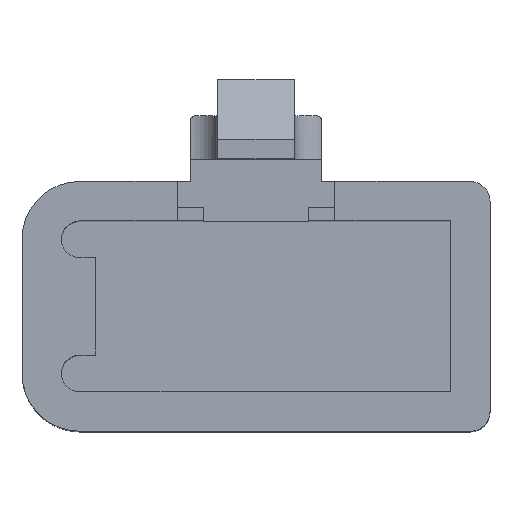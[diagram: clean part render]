
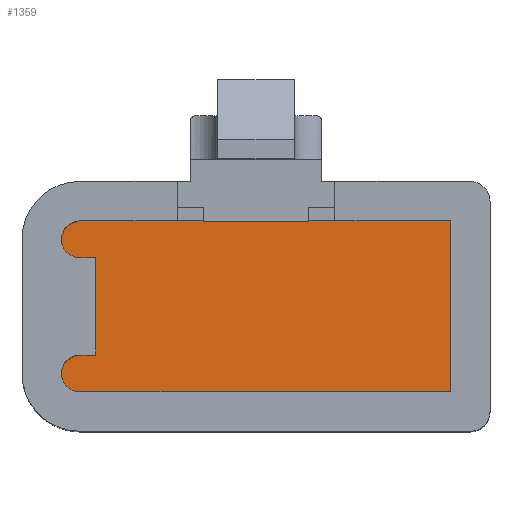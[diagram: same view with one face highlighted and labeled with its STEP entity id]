
A CAD part, top view. The second image highlights one B-rep face of the part: STEP entity #1359.
In plain terms, the highlighted planar face has unit normal (0, 0, 1).
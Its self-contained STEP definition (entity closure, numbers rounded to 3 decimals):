
#54=PLANE('',#1498);
#155=FACE_OUTER_BOUND('',#232,.T.);
#232=EDGE_LOOP('',(#1248,#1249,#1250,#1251,#1252,#1253,#1254,#1255));
#357=LINE('',#2374,#494);
#361=LINE('',#2383,#498);
#363=LINE('',#2387,#500);
#365=LINE('',#2391,#502);
#368=LINE('',#2399,#505);
#369=LINE('',#2401,#506);
#494=VECTOR('',#1855,10.);
#498=VECTOR('',#1865,10.);
#500=VECTOR('',#1869,10.);
#502=VECTOR('',#1873,10.);
#505=VECTOR('',#1882,10.);
#506=VECTOR('',#1885,10.);
#549=CIRCLE('',#1490,0.7);
#550=CIRCLE('',#1495,0.7);
#663=VERTEX_POINT('',#2371);
#664=VERTEX_POINT('',#2373);
#665=VERTEX_POINT('',#2377);
#666=VERTEX_POINT('',#2381);
#667=VERTEX_POINT('',#2385);
#668=VERTEX_POINT('',#2389);
#669=VERTEX_POINT('',#2393);
#670=VERTEX_POINT('',#2397);
#851=EDGE_CURVE('',#663,#664,#357,.T.);
#854=EDGE_CURVE('',#665,#663,#549,.T.);
#856=EDGE_CURVE('',#666,#665,#361,.T.);
#858=EDGE_CURVE('',#667,#666,#363,.T.);
#860=EDGE_CURVE('',#668,#667,#365,.T.);
#862=EDGE_CURVE('',#669,#668,#550,.T.);
#864=EDGE_CURVE('',#670,#669,#368,.T.);
#865=EDGE_CURVE('',#664,#670,#369,.T.);
#1248=ORIENTED_EDGE('',*,*,#865,.F.);
#1249=ORIENTED_EDGE('',*,*,#851,.F.);
#1250=ORIENTED_EDGE('',*,*,#854,.F.);
#1251=ORIENTED_EDGE('',*,*,#856,.F.);
#1252=ORIENTED_EDGE('',*,*,#858,.F.);
#1253=ORIENTED_EDGE('',*,*,#860,.F.);
#1254=ORIENTED_EDGE('',*,*,#862,.F.);
#1255=ORIENTED_EDGE('',*,*,#864,.F.);
#1359=ADVANCED_FACE('',(#155),#54,.T.);
#1490=AXIS2_PLACEMENT_3D('',#2379,#1860,#1861);
#1495=AXIS2_PLACEMENT_3D('',#2395,#1877,#1878);
#1498=AXIS2_PLACEMENT_3D('',#2402,#1886,#1887);
#1855=DIRECTION('',(1.,0.,0.));
#1860=DIRECTION('center_axis',(0.,0.,-1.));
#1861=DIRECTION('ref_axis',(1.,0.,0.));
#1865=DIRECTION('',(-1.,0.,0.));
#1869=DIRECTION('',(0.,-1.,0.));
#1873=DIRECTION('',(1.,0.,0.));
#1877=DIRECTION('center_axis',(0.,0.,-1.));
#1878=DIRECTION('ref_axis',(1.,0.,0.));
#1882=DIRECTION('',(-1.,0.,0.));
#1885=DIRECTION('',(0.,1.,0.));
#1886=DIRECTION('center_axis',(0.,0.,1.));
#1887=DIRECTION('ref_axis',(1.,0.,0.));
#2371=CARTESIAN_POINT('',(2.2,2.9,-16.9));
#2373=CARTESIAN_POINT('',(2.8,2.9,-16.9));
#2374=CARTESIAN_POINT('',(2.8,2.9,-16.9));
#2377=CARTESIAN_POINT('',(2.2,1.5,-16.9));
#2379=CARTESIAN_POINT('Origin',(2.2,2.2,-16.9));
#2381=CARTESIAN_POINT('',(16.3,1.5,-16.9));
#2383=CARTESIAN_POINT('',(1.5,1.5,-16.9));
#2385=CARTESIAN_POINT('',(16.3,8.,-16.9));
#2387=CARTESIAN_POINT('',(16.3,1.5,-16.9));
#2389=CARTESIAN_POINT('',(2.2,8.,-16.9));
#2391=CARTESIAN_POINT('',(16.3,8.,-16.9));
#2393=CARTESIAN_POINT('',(2.2,6.6,-16.9));
#2395=CARTESIAN_POINT('Origin',(2.2,7.3,-16.9));
#2397=CARTESIAN_POINT('',(2.8,6.6,-16.9));
#2399=CARTESIAN_POINT('',(2.8,6.6,-16.9));
#2401=CARTESIAN_POINT('',(2.8,8.,-16.9));
#2402=CARTESIAN_POINT('Origin',(8.9,4.75,-16.9));
